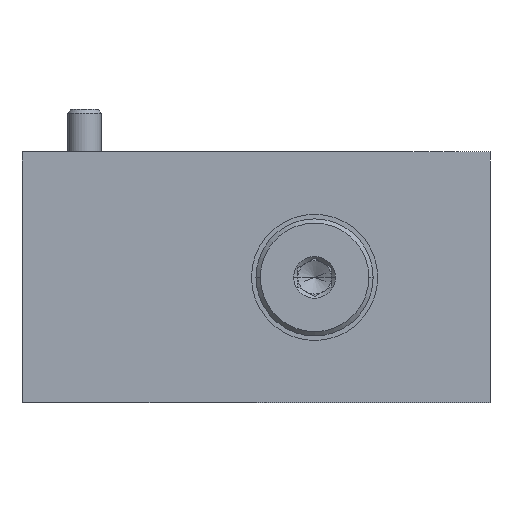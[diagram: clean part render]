
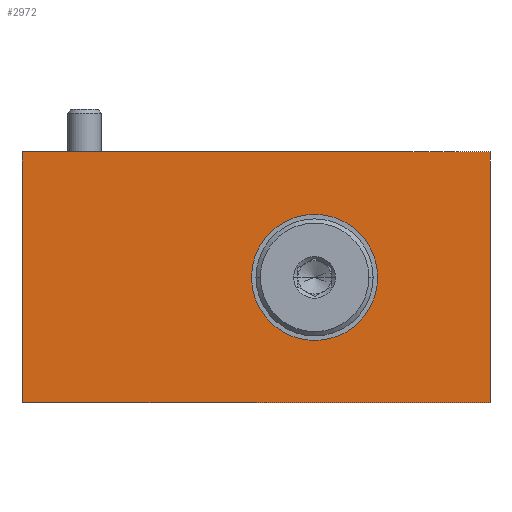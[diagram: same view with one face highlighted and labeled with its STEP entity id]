
A CAD part, front view. The second image highlights one B-rep face of the part: STEP entity #2972.
In plain terms, the highlighted planar face has unit normal (0, -1, 0).
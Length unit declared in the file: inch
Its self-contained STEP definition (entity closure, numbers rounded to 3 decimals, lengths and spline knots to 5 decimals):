
#5=DIRECTION('',(1.,0.,0.));
#6=VECTOR('',#5,1.75);
#7=CARTESIAN_POINT('',(0.,-2.25,0.));
#8=LINE('',#7,#6);
#503=DIRECTION('',(0.,0.,1.));
#504=VECTOR('',#503,0.938);
#505=CARTESIAN_POINT('',(1.75,-2.25,0.));
#506=LINE('',#505,#504);
#507=DIRECTION('',(0.,0.,1.));
#508=VECTOR('',#507,0.938);
#509=CARTESIAN_POINT('',(0.,-2.25,0.));
#510=LINE('',#509,#508);
#511=CARTESIAN_POINT('',(1.094,-2.25,0.469));
#512=DIRECTION('',(0.,1.,0.));
#513=DIRECTION('',(0.,0.,-1.));
#514=AXIS2_PLACEMENT_3D('',#511,#512,#513);
#516=CARTESIAN_POINT('',(1.094,-2.25,0.469));
#517=DIRECTION('',(0.,1.,0.));
#518=DIRECTION('',(0.,0.,1.));
#519=AXIS2_PLACEMENT_3D('',#516,#517,#518);
#533=DIRECTION('',(1.,0.,0.));
#534=VECTOR('',#533,1.75);
#535=CARTESIAN_POINT('',(0.,-2.25,0.938));
#536=LINE('',#535,#534);
#2616=CARTESIAN_POINT('',(0.,-2.25,0.));
#2618=VERTEX_POINT('',#2616);
#2619=CARTESIAN_POINT('',(1.75,-2.25,0.));
#2620=VERTEX_POINT('',#2619);
#2624=CARTESIAN_POINT('',(0.,-2.25,0.938));
#2626=VERTEX_POINT('',#2624);
#2627=CARTESIAN_POINT('',(1.75,-2.25,0.938));
#2628=VERTEX_POINT('',#2627);
#2809=CARTESIAN_POINT('',(1.094,-2.25,0.233));
#2810=CARTESIAN_POINT('',(1.094,-2.25,0.705));
#2811=VERTEX_POINT('',#2809);
#2812=VERTEX_POINT('',#2810);
#2954=CARTESIAN_POINT('',(0.,-2.25,0.));
#2955=DIRECTION('',(0.,-1.,0.));
#2956=DIRECTION('',(1.,0.,0.));
#2957=AXIS2_PLACEMENT_3D('',#2954,#2955,#2956);
#2958=PLANE('',#2957);
#2959=ORIENTED_EDGE('',*,*,#2836,.F.);
#2960=ORIENTED_EDGE('',*,*,#2915,.T.);
#2962=ORIENTED_EDGE('',*,*,#2961,.T.);
#2963=ORIENTED_EDGE('',*,*,#2946,.F.);
#2964=EDGE_LOOP('',(#2959,#2960,#2962,#2963));
#2965=FACE_OUTER_BOUND('',#2964,.F.);
#2967=ORIENTED_EDGE('',*,*,#2966,.F.);
#2969=ORIENTED_EDGE('',*,*,#2968,.F.);
#2970=EDGE_LOOP('',(#2967,#2969));
#2971=FACE_BOUND('',#2970,.F.);
#2972=ADVANCED_FACE('',(#2965,#2971),#2958,.T.);
#515=CIRCLE('',#514,0.236);
#520=CIRCLE('',#519,0.236);
#2836=EDGE_CURVE('',#2618,#2620,#8,.T.);
#2915=EDGE_CURVE('',#2618,#2626,#510,.T.);
#2946=EDGE_CURVE('',#2620,#2628,#506,.T.);
#2961=EDGE_CURVE('',#2626,#2628,#536,.T.);
#2966=EDGE_CURVE('',#2811,#2812,#515,.T.);
#2968=EDGE_CURVE('',#2812,#2811,#520,.T.);
